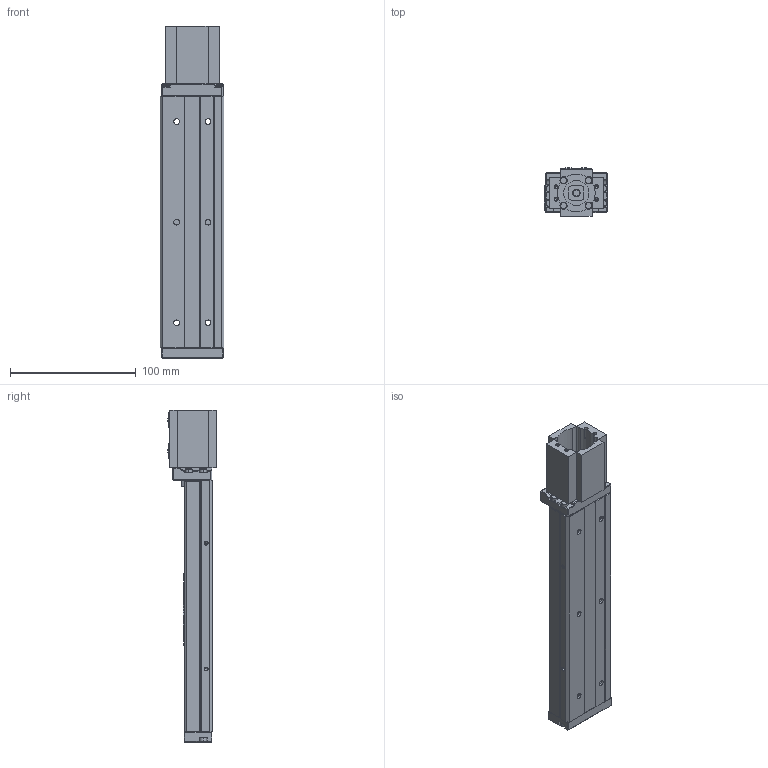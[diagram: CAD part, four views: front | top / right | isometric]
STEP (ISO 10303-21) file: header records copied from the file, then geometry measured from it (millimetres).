
FILE_DESCRIPTION((''),'2;1');
FILE_NAME('402XE-T02-DUMMY_ASM','2006-09-23T',('MS20177'),(''),'PRO/ENGINEER BY PARAMETRIC TECHNOLOGY CORPORATION, 2004400','PRO/ENGINEER BY PARAMETRIC TECHNOLOGY CORPORATION, 2004400','');
FILE_SCHEMA(('CONFIG_CONTROL_DESIGN'));
Length unit declared in the file: millimetre
Products named in the file (6): 402XE-T02-DUMMY-BASE; 402XE-DUMMY-CARRIAGE; 402XE-DUMMY-IDLERENDBLOCK; 402XE-DUMMY-MOTORENDBLOCK; 402XE-DUMMY-MOTORBLOCK; 402XE-T02-DUMMY_ASM
Assembly tree (5 placements, depth 2):
  402XE-T02-DUMMY_ASM
    402XE-T02-DUMMY-BASE
    402XE-DUMMY-CARRIAGE
    402XE-DUMMY-IDLERENDBLOCK
    402XE-DUMMY-MOTORENDBLOCK
    402XE-DUMMY-MOTORBLOCK
Bounding box: 50.5 x 38.6 x 264 mm (x, y, z)
Volume: 198553.6 mm3; surface area: 77706.7 mm2
Topology: 6 solids, 26 shells, 479 faces, 1222 edges, 770 vertices
Faces by surface type: plane 204, cylinder 195, cone 70, revolution 8, bspline 2
Entity records: 14725 total; most frequent: CARTESIAN_POINT 2810, DIRECTION 2606, ORIENTED_EDGE 2268, EDGE_CURVE 1174, AXIS2_PLACEMENT_3D 960, VERTEX_POINT 770, VECTOR 678, LINE 678
